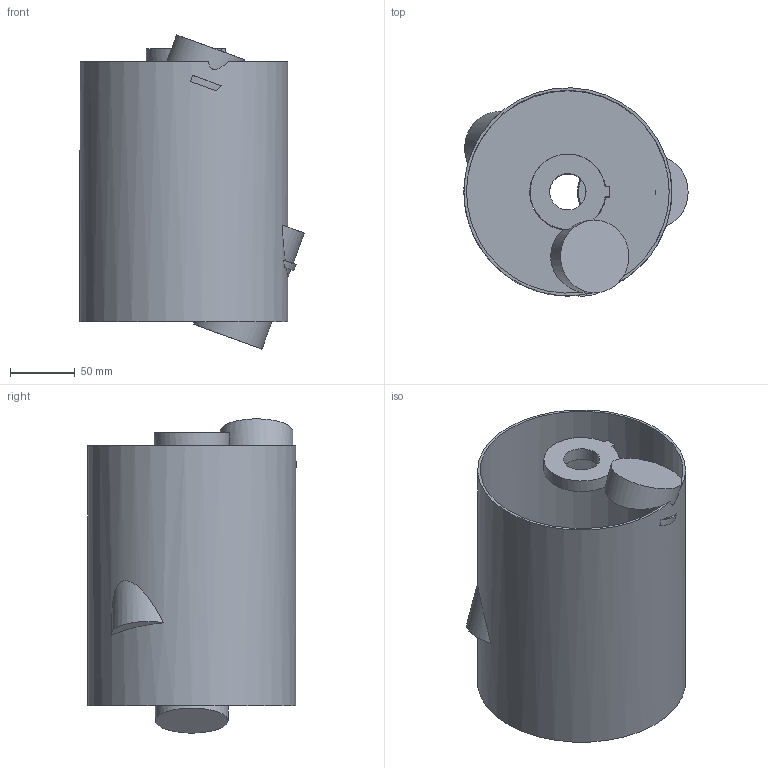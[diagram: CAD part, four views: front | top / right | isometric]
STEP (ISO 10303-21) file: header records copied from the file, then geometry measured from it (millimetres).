
FILE_DESCRIPTION(('Open CASCADE Model'),'2;1');
FILE_NAME('Open CASCADE Shape Model','2026-02-12T12:33:09',('Author'),( 'Open CASCADE'),'Open CASCADE STEP processor 7.8','build123d', 'Unknown');
FILE_SCHEMA(('AUTOMOTIVE_DESIGN { 1 0 10303 214 1 1 1 1 }'));
Length unit declared in the file: millimetre
Products named in the file (1): COMPOUND
Bounding box: 172.56 x 160.29 x 241.72 mm (x, y, z)
Volume: 373162.1 mm3; surface area: 251405.8 mm2
Topology: 1 solids, 1 shells, 49 faces, 132 edges, 85 vertices
Faces by surface type: plane 29, cylinder 20
Full cylindrical faces by diameter (mm): 28 x2, 32 x1, 56 x2, 156 x1, 160 x1
Entity records: 5388 total; most frequent: CARTESIAN_POINT 2853, DIRECTION 454, ORIENTED_EDGE 264, PCURVE 264, DEFINITIONAL_REPRESENTATION 264, AXIS2_PLACEMENT_3D 132, EDGE_CURVE 132, SURFACE_CURVE 123
